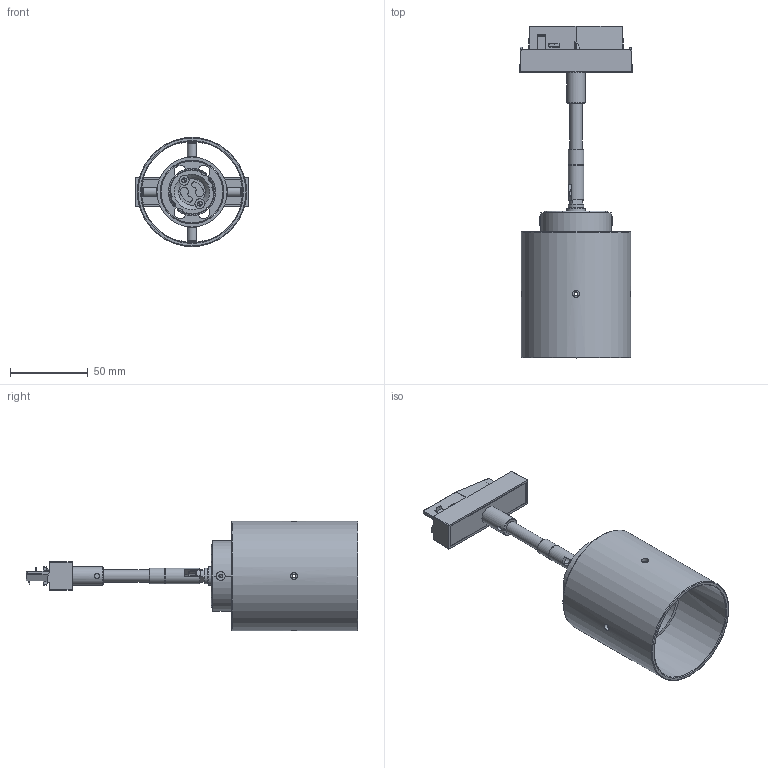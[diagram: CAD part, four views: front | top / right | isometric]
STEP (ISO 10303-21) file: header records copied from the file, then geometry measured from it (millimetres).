
FILE_DESCRIPTION(/* description */ ('This is a sample STEP configuration'),/* implementation_level */ '2;1');
FILE_NAME(/* name */ '656-002500000xx SIMPLE.ipt_Rev_00.stp',/* time_stamp */ '2023-04-27T14:15:39+02:00',/* author */ ('powerJobs'),/* organization */ ('coolOrange'),/* preprocessor_version */ 'ST-DEVELOPER v19.2',/* originating_system */ 'Autodesk Inventor 2023',/* authorisation */ '');
FILE_SCHEMA (('AUTOMOTIVE_DESIGN { 1 0 10303 214 3 1 1 }'));
Products named in the file (1): ENG000028974
Bounding box: 72 x 212.85 x 70 mm (x, y, z)
Volume: 98612.8 mm3; surface area: 92987.3 mm2
Topology: 6 solids, 13 shells, 1983 faces, 5648 edges, 3611 vertices
Faces by surface type: plane 1277, cylinder 428, cone 161, bspline 68, torus 34, sphere 15
Full cylindrical faces by diameter (mm): 1 x2, 1.1 x4, 2.3 x1, 2.459 x12, 2.5 x1, 2.693 x2, 3 x4, 3.1 x6, 3.2 x2, 3.242 x1, 3.3 x7, 4 x1, 4.5 x4, 5 x4, 5.3 x2, 5.5 x2, 5.6 x2, 5.81 x2, 6 x5, 6.3 x4, 7.2 x1, 8 x6, 8.376 x1, 10 x3, 12 x3, 40.75 x1, 41 x1, 65 x1, 70 x1
Entity records: 71754 total; most frequent: CARTESIAN_POINT 20687, ORIENTED_EDGE 11262, DIRECTION 9929, EDGE_CURVE 5631, LINE 3809, VECTOR 3809, VERTEX_POINT 3615, AXIS2_PLACEMENT_3D 3060
